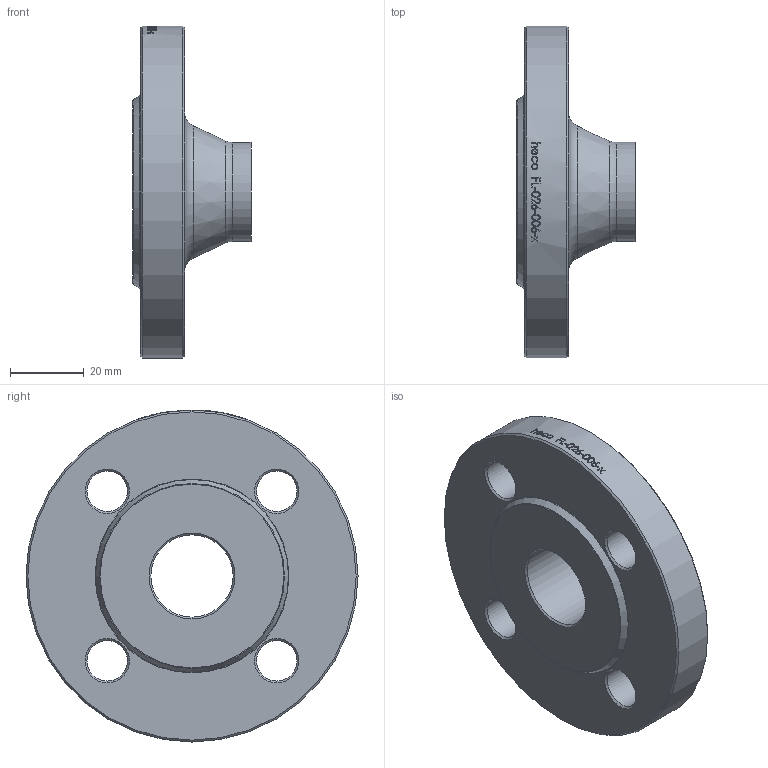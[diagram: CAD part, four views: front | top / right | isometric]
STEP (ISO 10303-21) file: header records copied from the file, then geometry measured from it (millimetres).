
FILE_DESCRIPTION (( 'STEP AP214' ), '1' );
FILE_NAME ('FL-026-006-x Vorschweissflansch PN6 ISO DIN2631 2008.STEP', '2020-08-24T08:45:18', ( '' ), ( '' ), 'SwSTEP 2.0', 'SolidWorks 2019', '' );
FILE_SCHEMA (( 'AUTOMOTIVE_DESIGN' ));
Length unit declared in the file: millimetre
Products named in the file (1): FL-026-006-x Vorschweissflansch PN6 ISO DIN2631 2008
Bounding box: 32 x 90 x 90 mm (x, y, z)
Volume: 76895.8 mm3; surface area: 19615.1 mm2
Topology: 1 solids, 1 shells, 51 faces, 217 edges, 192 vertices
Faces by surface type: cylinder 30, cone 13, plane 4, torus 4
Full cylindrical faces by diameter (mm): 11 x4, 22.3 x1, 26.9 x1, 90 x1
Entity records: 4347 total; most frequent: CARTESIAN_POINT 2526, ORIENTED_EDGE 366, DIRECTION 240, EDGE_CURVE 183, VERTEX_POINT 183, AXIS2_PLACEMENT_3D 110, EDGE_LOOP 110, B_SPLINE_CURVE_WITH_KNOTS 105
